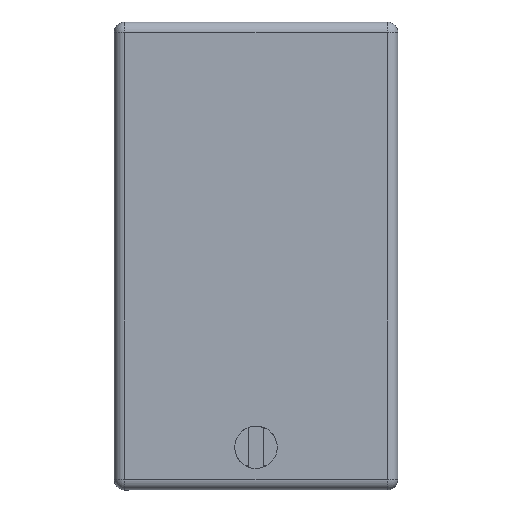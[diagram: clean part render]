
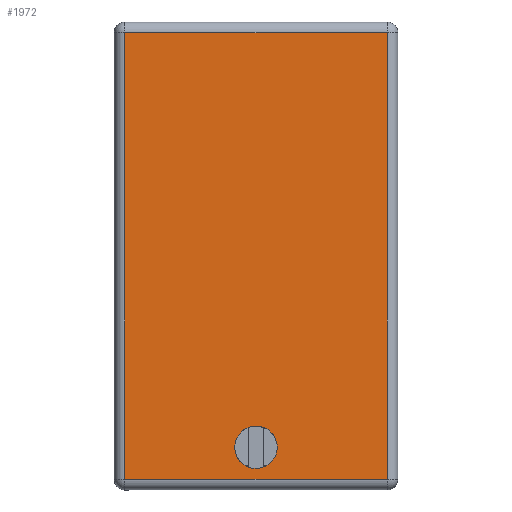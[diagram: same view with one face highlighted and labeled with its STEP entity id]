
A CAD part, top view. The second image highlights one B-rep face of the part: STEP entity #1972.
In plain terms, the highlighted planar face has unit normal (0, 0, 1).
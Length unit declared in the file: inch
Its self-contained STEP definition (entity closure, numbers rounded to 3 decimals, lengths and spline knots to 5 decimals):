
#1891=AXIS2_PLACEMENT_3D('Plane Axis2P3D',#1888,#1889,#1890) ;
#486=CARTESIAN_POINT('Line Origine',(1.25,-1.96875,0.4375)) ;
#490=CARTESIAN_POINT('Vertex',(1.15625,-1.96875,0.4375)) ;
#492=CARTESIAN_POINT('Vertex',(-1.15625,-1.96875,0.4375)) ;
#1888=CARTESIAN_POINT('Axis2P3D Location',(-1.375,-2.26875,0.4375)) ;
#1893=CARTESIAN_POINT('Line Origine',(1.15625,0.,0.4375)) ;
#1897=CARTESIAN_POINT('Vertex',(1.15625,1.96875,0.4375)) ;
#1900=CARTESIAN_POINT('Line Origine',(0.,1.96875,0.4375)) ;
#1904=CARTESIAN_POINT('Vertex',(-1.15625,1.96875,0.4375)) ;
#1907=CARTESIAN_POINT('Line Origine',(-1.15625,0.,0.4375)) ;
#1919=CARTESIAN_POINT('Control Point',(-0.1875,-1.6875,0.4375)) ;
#1920=CARTESIAN_POINT('Control Point',(-0.1875,-1.66645,0.4375)) ;
#1921=CARTESIAN_POINT('Control Point',(-0.18455,-1.64541,0.4375)) ;
#1922=CARTESIAN_POINT('Control Point',(-0.17864,-1.62492,0.4375)) ;
#1923=CARTESIAN_POINT('Control Point',(-0.16124,-1.58614,0.4375)) ;
#1924=CARTESIAN_POINT('Control Point',(-0.13384,-1.55365,0.4375)) ;
#1925=CARTESIAN_POINT('Control Point',(-0.11793,-1.53944,0.4375)) ;
#1926=CARTESIAN_POINT('Control Point',(-0.08256,-1.51587,0.4375)) ;
#1927=CARTESIAN_POINT('Control Point',(-0.04207,-1.50295,0.4375)) ;
#1928=CARTESIAN_POINT('Control Point',(-0.02104,-1.49939,0.4375)) ;
#1929=CARTESIAN_POINT('Control Point',(0.02145,-1.49826,0.4375)) ;
#1930=CARTESIAN_POINT('Control Point',(0.0626,-1.50887,0.4375)) ;
#1931=CARTESIAN_POINT('Control Point',(0.0823,-1.51704,0.4375)) ;
#1932=CARTESIAN_POINT('Control Point',(0.11887,-1.5387,0.4375)) ;
#1933=CARTESIAN_POINT('Control Point',(0.14807,-1.56959,0.4375)) ;
#1934=CARTESIAN_POINT('Control Point',(0.1604,-1.58699,0.4375)) ;
#1935=CARTESIAN_POINT('Control Point',(0.17592,-1.61719,0.4375)) ;
#1936=CARTESIAN_POINT('Control Point',(0.18433,-1.64987,0.4375)) ;
#1937=CARTESIAN_POINT('Control Point',(0.18644,-1.66234,0.4375)) ;
#1938=CARTESIAN_POINT('Control Point',(0.1875,-1.67492,0.4375)) ;
#1939=CARTESIAN_POINT('Control Point',(0.1875,-1.6875,0.4375)) ;
#1940=CARTESIAN_POINT('Vertex',(-0.1875,-1.6875,0.4375)) ;
#1942=CARTESIAN_POINT('Vertex',(0.1875,-1.6875,0.4375)) ;
#1946=CARTESIAN_POINT('Control Point',(0.1875,-1.6875,0.4375)) ;
#1947=CARTESIAN_POINT('Control Point',(0.1875,-1.70855,0.4375)) ;
#1948=CARTESIAN_POINT('Control Point',(0.18455,-1.72959,0.4375)) ;
#1949=CARTESIAN_POINT('Control Point',(0.17864,-1.75008,0.4375)) ;
#1950=CARTESIAN_POINT('Control Point',(0.16124,-1.78886,0.4375)) ;
#1951=CARTESIAN_POINT('Control Point',(0.13384,-1.82135,0.4375)) ;
#1952=CARTESIAN_POINT('Control Point',(0.11793,-1.83556,0.4375)) ;
#1953=CARTESIAN_POINT('Control Point',(0.08256,-1.85913,0.4375)) ;
#1954=CARTESIAN_POINT('Control Point',(0.04207,-1.87205,0.4375)) ;
#1955=CARTESIAN_POINT('Control Point',(0.02104,-1.87561,0.4375)) ;
#1956=CARTESIAN_POINT('Control Point',(-0.02145,-1.87674,0.4375)) ;
#1957=CARTESIAN_POINT('Control Point',(-0.0626,-1.86613,0.4375)) ;
#1958=CARTESIAN_POINT('Control Point',(-0.0823,-1.85796,0.4375)) ;
#1959=CARTESIAN_POINT('Control Point',(-0.11887,-1.8363,0.4375)) ;
#1960=CARTESIAN_POINT('Control Point',(-0.14807,-1.80541,0.4375)) ;
#1961=CARTESIAN_POINT('Control Point',(-0.1604,-1.78801,0.4375)) ;
#1962=CARTESIAN_POINT('Control Point',(-0.17592,-1.75781,0.4375)) ;
#1963=CARTESIAN_POINT('Control Point',(-0.18433,-1.72513,0.4375)) ;
#1964=CARTESIAN_POINT('Control Point',(-0.18644,-1.71266,0.4375)) ;
#1965=CARTESIAN_POINT('Control Point',(-0.1875,-1.70008,0.4375)) ;
#1966=CARTESIAN_POINT('Control Point',(-0.1875,-1.6875,0.4375)) ;
#487=DIRECTION('Vector Direction',(-1.,0.,0.)) ;
#1889=DIRECTION('Axis2P3D Direction',(0.,0.,1.)) ;
#1890=DIRECTION('Axis2P3D XDirection',(1.,0.,0.)) ;
#1894=DIRECTION('Vector Direction',(0.,-1.,0.)) ;
#1901=DIRECTION('Vector Direction',(1.,0.,0.)) ;
#1908=DIRECTION('Vector Direction',(0.,1.,0.)) ;
#488=VECTOR('Line Direction',#487,0.03937) ;
#1895=VECTOR('Line Direction',#1894,0.03937) ;
#1902=VECTOR('Line Direction',#1901,0.03937) ;
#1909=VECTOR('Line Direction',#1908,0.03937) ;
#1913=ORIENTED_EDGE('',*,*,#494,.F.) ;
#1914=ORIENTED_EDGE('',*,*,#1899,.F.) ;
#1915=ORIENTED_EDGE('',*,*,#1906,.F.) ;
#1916=ORIENTED_EDGE('',*,*,#1911,.F.) ;
#1969=ORIENTED_EDGE('',*,*,#1944,.T.) ;
#1970=ORIENTED_EDGE('',*,*,#1967,.T.) ;
#1971=FACE_BOUND('',#1968,.T.) ;
#1972=ADVANCED_FACE('NONE',(#1917,#1971),#1892,.T.) ;
#1918=B_SPLINE_CURVE_WITH_KNOTS('',5,(#1919,#1920,#1921,#1922,#1923,#1924,#1925,#1926,#1927,#1928,#1929,#1930,#1931,#1932,#1933,#1934,#1935,#1936,#1937,#1938,#1939),.UNSPECIFIED.,.F.,.U.,(6,3,3,3,3,3,6),(0.,3.77981,7.55963,11.33944,15.11926,18.89907,21.15889),.UNSPECIFIED.) ;
#1945=B_SPLINE_CURVE_WITH_KNOTS('',5,(#1946,#1947,#1948,#1949,#1950,#1951,#1952,#1953,#1954,#1955,#1956,#1957,#1958,#1959,#1960,#1961,#1962,#1963,#1964,#1965,#1966),.UNSPECIFIED.,.F.,.U.,(6,3,3,3,3,3,6),(0.,3.77981,7.55963,11.33944,15.11926,18.89907,21.15889),.UNSPECIFIED.) ;
#494=EDGE_CURVE('',#491,#493,#489,.T.) ;
#1899=EDGE_CURVE('',#1898,#491,#1896,.T.) ;
#1906=EDGE_CURVE('',#1905,#1898,#1903,.T.) ;
#1911=EDGE_CURVE('',#493,#1905,#1910,.T.) ;
#1944=EDGE_CURVE('',#1941,#1943,#1918,.T.) ;
#1967=EDGE_CURVE('',#1943,#1941,#1945,.T.) ;
#1912=EDGE_LOOP('',(#1913,#1914,#1915,#1916)) ;
#1968=EDGE_LOOP('',(#1969,#1970)) ;
#1917=FACE_OUTER_BOUND('',#1912,.T.) ;
#489=LINE('Line',#486,#488) ;
#1896=LINE('Line',#1893,#1895) ;
#1903=LINE('Line',#1900,#1902) ;
#1910=LINE('Line',#1907,#1909) ;
#1892=PLANE('',#1891) ;
#491=VERTEX_POINT('',#490) ;
#493=VERTEX_POINT('',#492) ;
#1898=VERTEX_POINT('',#1897) ;
#1905=VERTEX_POINT('',#1904) ;
#1941=VERTEX_POINT('',#1940) ;
#1943=VERTEX_POINT('',#1942) ;
